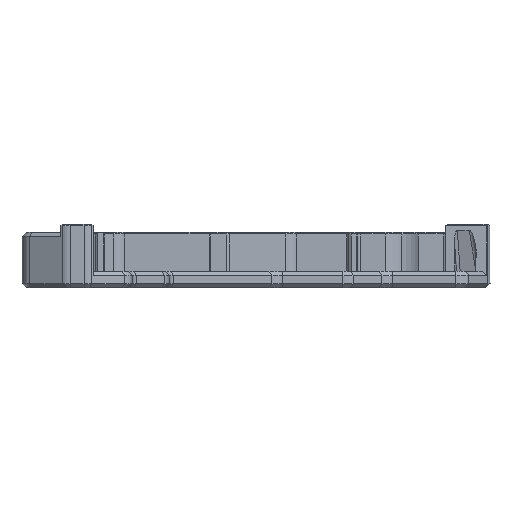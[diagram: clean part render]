
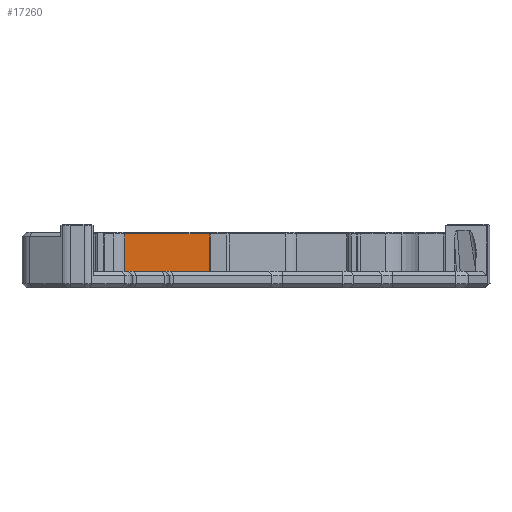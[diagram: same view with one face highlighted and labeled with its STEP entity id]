
A CAD part, left-side view. The second image highlights one B-rep face of the part: STEP entity #17260.
In plain terms, the highlighted planar face has unit normal (-1, 0, 0).
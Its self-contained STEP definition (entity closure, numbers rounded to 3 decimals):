
#80 = CARTESIAN_POINT ( 'NONE',  ( 67.25, -21.061, 9.8 ) ) ;
#442 = FACE_OUTER_BOUND ( 'NONE', #15245, .T. ) ;
#708 = EDGE_CURVE ( 'NONE', #10828, #13972, #3067, .T. ) ;
#1522 = CARTESIAN_POINT ( 'NONE',  ( 67.25, -21.061, 0.3 ) ) ;
#2093 = EDGE_CURVE ( 'NONE', #10828, #3058, #20221, .T. ) ;
#2208 = ORIENTED_EDGE ( 'NONE', *, *, #2093, .T. ) ;
#2298 = DIRECTION ( 'NONE',  ( 0., 0., 1. ) ) ;
#2820 = VECTOR ( 'NONE', #21656, 1000. ) ;
#3058 = VERTEX_POINT ( 'NONE', #12537 ) ;
#3067 = LINE ( 'NONE', #1522, #2820 ) ;
#3590 = LINE ( 'NONE', #80, #20801 ) ;
#4239 = EDGE_CURVE ( 'NONE', #13972, #5555, #17575, .T. ) ;
#4924 = CARTESIAN_POINT ( 'NONE',  ( 67.25, -33.484, 5.05 ) ) ;
#5489 = AXIS2_PLACEMENT_3D ( 'NONE', #12317, #7146, #20450 ) ;
#5555 = VERTEX_POINT ( 'NONE', #21091 ) ;
#7146 = DIRECTION ( 'NONE',  ( -1., 0., 0. ) ) ;
#8699 = PLANE ( 'NONE',  #5489 ) ;
#10828 = VERTEX_POINT ( 'NONE', #14139 ) ;
#11323 = ORIENTED_EDGE ( 'NONE', *, *, #4239, .F. ) ;
#11658 = DIRECTION ( 'NONE',  ( 0., 0., 1. ) ) ;
#12317 = CARTESIAN_POINT ( 'NONE',  ( 67.25, -8.628, 0.29 ) ) ;
#12410 = VECTOR ( 'NONE', #2298, 1000. ) ;
#12537 = CARTESIAN_POINT ( 'NONE',  ( 67.25, -33.484, 9.8 ) ) ;
#13972 = VERTEX_POINT ( 'NONE', #18842 ) ;
#14139 = CARTESIAN_POINT ( 'NONE',  ( 67.25, -33.484, 0.3 ) ) ;
#14258 = ORIENTED_EDGE ( 'NONE', *, *, #16026, .T. ) ;
#15245 = EDGE_LOOP ( 'NONE', ( #17481, #2208, #14258, #11323 ) ) ;
#16026 = EDGE_CURVE ( 'NONE', #3058, #5555, #3590, .T. ) ;
#16685 = DIRECTION ( 'NONE',  ( 0., 1., 0. ) ) ;
#17260 = ADVANCED_FACE ( 'NONE', ( #442 ), #8699, .T. ) ;
#17367 = CARTESIAN_POINT ( 'NONE',  ( 67.25, -8.638, 5.05 ) ) ;
#17481 = ORIENTED_EDGE ( 'NONE', *, *, #708, .F. ) ;
#17575 = LINE ( 'NONE', #17367, #12410 ) ;
#18842 = CARTESIAN_POINT ( 'NONE',  ( 67.25, -8.638, 0.3 ) ) ;
#20221 = LINE ( 'NONE', #4924, #20449 ) ;
#20449 = VECTOR ( 'NONE', #11658, 1000. ) ;
#20450 = DIRECTION ( 'NONE',  ( 0., -1., 0. ) ) ;
#20801 = VECTOR ( 'NONE', #16685, 1000. ) ;
#21091 = CARTESIAN_POINT ( 'NONE',  ( 67.25, -8.638, 9.8 ) ) ;
#21656 = DIRECTION ( 'NONE',  ( 0., 1., 0. ) ) ;
